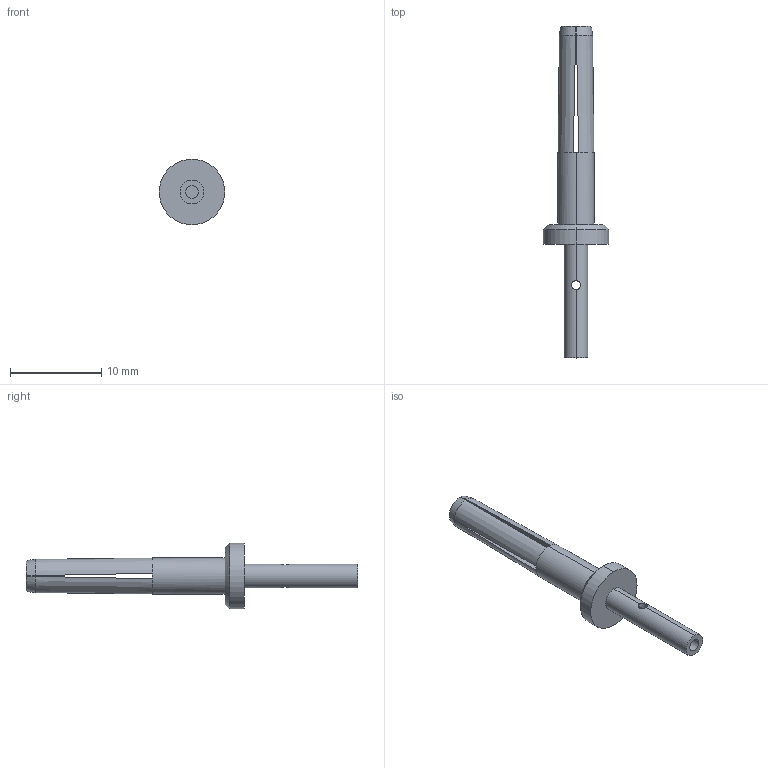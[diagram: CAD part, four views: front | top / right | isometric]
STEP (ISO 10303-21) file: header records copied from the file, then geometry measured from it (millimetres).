
FILE_DESCRIPTION((''),'2;1');
FILE_NAME('ZHEN','2020-11-10T08:23:03',('xl.su'),(''),'CREO PARAMETRIC BY PTC INC, 2017110','CREO PARAMETRIC BY PTC INC, 2017110','');
FILE_SCHEMA(('CONFIG_CONTROL_DESIGN'));
Length unit declared in the file: millimetre
Products named in the file (1): ZHEN
Bounding box: 7.2 x 36.45 x 7.2 mm (x, y, z)
Volume: 341.1 mm3; surface area: 701.1 mm2
Topology: 1 solids, 1 shells, 61 faces, 152 edges, 94 vertices
Faces by surface type: plane 25, cylinder 14, cone 14, bspline 4, torus 4
Entity records: 2092 total; most frequent: CARTESIAN_POINT 653, ORIENTED_EDGE 304, DIRECTION 280, EDGE_CURVE 152, AXIS2_PLACEMENT_3D 119, VERTEX_POINT 94, EDGE_LOOP 66, CIRCLE 62
